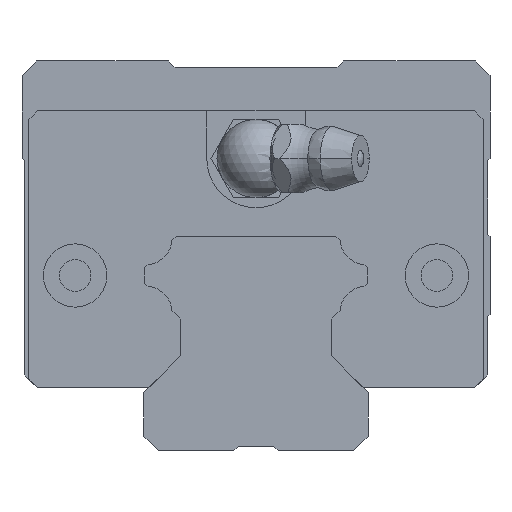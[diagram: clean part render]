
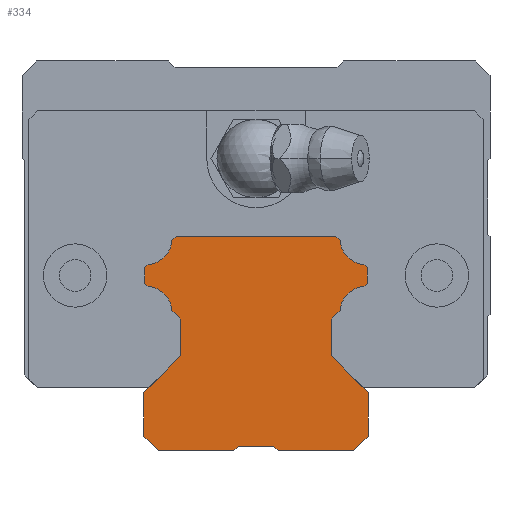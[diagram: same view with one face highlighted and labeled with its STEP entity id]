
A CAD part, front view. The second image highlights one B-rep face of the part: STEP entity #334.
In plain terms, the highlighted planar face has unit normal (0, -1, 0).
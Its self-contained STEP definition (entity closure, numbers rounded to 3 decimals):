
#334=ADVANCED_FACE('',(#722),#723,.T.);
#722=FACE_OUTER_BOUND('',#1231,.T.);
#723=PLANE('',#1232);
#1231=EDGE_LOOP('',(#2678,#2679,#2680,#2681,#2682,#2683,#2684,#2685,#2686,#2687,#2688,#2689,#2690,#2691,#2692,#2693,#2694,#2695,#2696,#2697,#2698,#2699,#2700,#2701,#2702,#2703,#2704,#2705));
#1232=AXIS2_PLACEMENT_3D('',#2706,#2707,#2708);
#2678=ORIENTED_EDGE('',*,*,#3550,.F.);
#2679=ORIENTED_EDGE('',*,*,#3551,.F.);
#2680=ORIENTED_EDGE('',*,*,#3552,.T.);
#2681=ORIENTED_EDGE('',*,*,#3536,.F.);
#2682=ORIENTED_EDGE('',*,*,#3553,.T.);
#2683=ORIENTED_EDGE('',*,*,#3554,.T.);
#2684=ORIENTED_EDGE('',*,*,#3555,.F.);
#2685=ORIENTED_EDGE('',*,*,#3556,.F.);
#2686=ORIENTED_EDGE('',*,*,#3557,.F.);
#2687=ORIENTED_EDGE('',*,*,#3558,.F.);
#2688=ORIENTED_EDGE('',*,*,#3559,.F.);
#2689=ORIENTED_EDGE('',*,*,#3560,.T.);
#2690=ORIENTED_EDGE('',*,*,#3561,.T.);
#2691=ORIENTED_EDGE('',*,*,#3562,.F.);
#2692=ORIENTED_EDGE('',*,*,#3523,.T.);
#2693=ORIENTED_EDGE('',*,*,#3563,.T.);
#2694=ORIENTED_EDGE('',*,*,#3525,.F.);
#2695=ORIENTED_EDGE('',*,*,#3544,.T.);
#2696=ORIENTED_EDGE('',*,*,#3564,.F.);
#2697=ORIENTED_EDGE('',*,*,#3565,.F.);
#2698=ORIENTED_EDGE('',*,*,#3566,.T.);
#2699=ORIENTED_EDGE('',*,*,#3567,.T.);
#2700=ORIENTED_EDGE('',*,*,#3568,.T.);
#2701=ORIENTED_EDGE('',*,*,#3569,.F.);
#2702=ORIENTED_EDGE('',*,*,#3570,.T.);
#2703=ORIENTED_EDGE('',*,*,#3571,.F.);
#2704=ORIENTED_EDGE('',*,*,#3572,.F.);
#2705=ORIENTED_EDGE('',*,*,#3573,.F.);
#2706=CARTESIAN_POINT('',(11.27,-220.0,-88.23));
#2707=DIRECTION('',(0.0,-1.0,0.0));
#2708=DIRECTION('',(0.0,0.0,-1.0));
#3523=EDGE_CURVE('',#4395,#4397,#4399,.T.);
#3525=EDGE_CURVE('',#4400,#4402,#4403,.T.);
#3536=EDGE_CURVE('',#4421,#4423,#4424,.T.);
#3544=EDGE_CURVE('',#4400,#4434,#4436,.T.);
#3550=EDGE_CURVE('',#4444,#4445,#4446,.T.);
#3551=EDGE_CURVE('',#4447,#4444,#4448,.T.);
#3552=EDGE_CURVE('',#4447,#4423,#4449,.T.);
#3553=EDGE_CURVE('',#4421,#4450,#4451,.T.);
#3554=EDGE_CURVE('',#4450,#4452,#4453,.T.);
#3555=EDGE_CURVE('',#4454,#4452,#4455,.T.);
#3556=EDGE_CURVE('',#4456,#4454,#4457,.T.);
#3557=EDGE_CURVE('',#4458,#4456,#4459,.T.);
#3558=EDGE_CURVE('',#4460,#4458,#4461,.T.);
#3559=EDGE_CURVE('',#4462,#4460,#4463,.T.);
#3560=EDGE_CURVE('',#4462,#4464,#4465,.T.);
#3561=EDGE_CURVE('',#4464,#4466,#4467,.T.);
#3562=EDGE_CURVE('',#4395,#4466,#4468,.T.);
#3563=EDGE_CURVE('',#4397,#4402,#4469,.T.);
#3564=EDGE_CURVE('',#4470,#4434,#4471,.T.);
#3565=EDGE_CURVE('',#4472,#4470,#4473,.T.);
#3566=EDGE_CURVE('',#4472,#4474,#4475,.T.);
#3567=EDGE_CURVE('',#4474,#4476,#4477,.T.);
#3568=EDGE_CURVE('',#4476,#4478,#4479,.T.);
#3569=EDGE_CURVE('',#4480,#4478,#4481,.T.);
#3570=EDGE_CURVE('',#4480,#4482,#4483,.T.);
#3571=EDGE_CURVE('',#4484,#4482,#4485,.T.);
#3572=EDGE_CURVE('',#4486,#4484,#4487,.T.);
#3573=EDGE_CURVE('',#4445,#4486,#4488,.T.);
#4395=VERTEX_POINT('',#5769);
#4397=VERTEX_POINT('',#5772);
#4399=LINE('',#5775,#5776);
#4400=VERTEX_POINT('',#5777);
#4402=VERTEX_POINT('',#5780);
#4403=LINE('',#5781,#5782);
#4421=VERTEX_POINT('',#5806);
#4423=VERTEX_POINT('',#5809);
#4424=CIRCLE('',#5810,2.65);
#4434=VERTEX_POINT('',#5823);
#4436=LINE('',#5826,#5827);
#4444=VERTEX_POINT('',#5837);
#4445=VERTEX_POINT('',#5838);
#4446=LINE('',#5839,#5840);
#4447=VERTEX_POINT('',#5841);
#4448=LINE('',#5842,#5843);
#4449=LINE('',#5844,#5845);
#4450=VERTEX_POINT('',#5846);
#4451=LINE('',#5847,#5848);
#4452=VERTEX_POINT('',#5849);
#4453=LINE('',#5850,#5851);
#4454=VERTEX_POINT('',#5852);
#4455=LINE('',#5853,#5854);
#4456=VERTEX_POINT('',#5855);
#4457=CIRCLE('',#5856,2.65);
#4458=VERTEX_POINT('',#5857);
#4459=LINE('',#5858,#5859);
#4460=VERTEX_POINT('',#5860);
#4461=LINE('',#5861,#5862);
#4462=VERTEX_POINT('',#5863);
#4463=LINE('',#5864,#5865);
#4464=VERTEX_POINT('',#5866);
#4465=LINE('',#5867,#5868);
#4466=VERTEX_POINT('',#5869);
#4467=LINE('',#5870,#5871);
#4468=LINE('',#5872,#5873);
#4469=LINE('',#5874,#5875);
#4470=VERTEX_POINT('',#5876);
#4471=LINE('',#5877,#5878);
#4472=VERTEX_POINT('',#5879);
#4473=LINE('',#5880,#5881);
#4474=VERTEX_POINT('',#5882);
#4475=LINE('',#5883,#5884);
#4476=VERTEX_POINT('',#5885);
#4477=LINE('',#5886,#5887);
#4478=VERTEX_POINT('',#5888);
#4479=LINE('',#5889,#5890);
#4480=VERTEX_POINT('',#5891);
#4481=CIRCLE('',#5892,2.65);
#4482=VERTEX_POINT('',#5893);
#4483=LINE('',#5894,#5895);
#4484=VERTEX_POINT('',#5896);
#4485=LINE('',#5897,#5898);
#4486=VERTEX_POINT('',#5899);
#4487=LINE('',#5900,#5901);
#4488=CIRCLE('',#5902,2.65);
#5769=CARTESIAN_POINT('',(-2.3,-220.0,-110.0));
#5772=CARTESIAN_POINT('',(-1.8,-220.0,-109.5));
#5775=CARTESIAN_POINT('',(-2.3,-220.0,-110.0));
#5776=VECTOR('',#6779,1000.0);
#5777=CARTESIAN_POINT('',(2.3,-220.0,-110.0));
#5780=CARTESIAN_POINT('',(1.8,-220.0,-109.5));
#5781=CARTESIAN_POINT('',(2.3,-220.0,-110.0));
#5782=VECTOR('',#6781,1000.0);
#5806=CARTESIAN_POINT('',(-11.074,-220.0,-90.873));
#5809=CARTESIAN_POINT('',(-8.627,-220.0,-88.426));
#5810=AXIS2_PLACEMENT_3D('',#6798,#6799,#6800);
#5823=CARTESIAN_POINT('',(10.0,-220.0,-110.0));
#5826=CARTESIAN_POINT('',(2.3,-220.0,-110.0));
#5827=VECTOR('',#6814,1000.0);
#5837=CARTESIAN_POINT('',(8.201,-220.0,-88.0));
#5838=CARTESIAN_POINT('',(8.627,-220.0,-88.426));
#5839=CARTESIAN_POINT('',(8.271,-220.0,-88.07));
#5840=VECTOR('',#6826,1000.0);
#5841=CARTESIAN_POINT('',(-8.201,-220.0,-88.0));
#5842=CARTESIAN_POINT('',(-8.271,-220.0,-88.0));
#5843=VECTOR('',#6827,1000.0);
#5844=CARTESIAN_POINT('',(-8.271,-220.0,-88.07));
#5845=VECTOR('',#6828,1000.0);
#5846=CARTESIAN_POINT('',(-11.43,-220.0,-91.229));
#5847=CARTESIAN_POINT('',(-11.074,-220.0,-90.873));
#5848=VECTOR('',#6829,1000.0);
#5849=CARTESIAN_POINT('',(-11.43,-220.0,-92.771));
#5850=CARTESIAN_POINT('',(-11.43,-220.0,-91.229));
#5851=VECTOR('',#6830,1000.0);
#5852=CARTESIAN_POINT('',(-11.074,-220.0,-93.127));
#5853=CARTESIAN_POINT('',(-11.074,-220.0,-93.127));
#5854=VECTOR('',#6831,1000.0);
#5855=CARTESIAN_POINT('',(-8.627,-220.0,-95.574));
#5856=AXIS2_PLACEMENT_3D('',#6832,#6833,#6834);
#5857=CARTESIAN_POINT('',(-7.73,-220.0,-96.471));
#5858=CARTESIAN_POINT('',(-7.73,-220.0,-96.471));
#5859=VECTOR('',#6835,1000.0);
#5860=CARTESIAN_POINT('',(-7.73,-220.0,-100.229));
#5861=CARTESIAN_POINT('',(-7.73,-220.0,-100.229));
#5862=VECTOR('',#6836,1000.0);
#5863=CARTESIAN_POINT('',(-11.5,-220.0,-103.999));
#5864=CARTESIAN_POINT('',(-11.5,-220.0,-103.999));
#5865=VECTOR('',#6837,1000.0);
#5866=CARTESIAN_POINT('',(-11.5,-220.0,-108.5));
#5867=CARTESIAN_POINT('',(-11.5,-220.0,-103.999));
#5868=VECTOR('',#6838,1000.0);
#5869=CARTESIAN_POINT('',(-10.0,-220.0,-110.0));
#5870=CARTESIAN_POINT('',(-11.5,-220.0,-108.5));
#5871=VECTOR('',#6839,1000.0);
#5872=CARTESIAN_POINT('',(-2.3,-220.0,-110.0));
#5873=VECTOR('',#6840,1000.0);
#5874=CARTESIAN_POINT('',(-1.8,-220.0,-109.5));
#5875=VECTOR('',#6841,1000.0);
#5876=CARTESIAN_POINT('',(11.5,-220.0,-108.5));
#5877=CARTESIAN_POINT('',(11.5,-220.0,-108.5));
#5878=VECTOR('',#6842,1000.0);
#5879=CARTESIAN_POINT('',(11.5,-220.0,-103.999));
#5880=CARTESIAN_POINT('',(11.5,-220.0,-103.999));
#5881=VECTOR('',#6843,1000.0);
#5882=CARTESIAN_POINT('',(7.73,-220.0,-100.229));
#5883=CARTESIAN_POINT('',(11.5,-220.0,-103.999));
#5884=VECTOR('',#6844,1000.0);
#5885=CARTESIAN_POINT('',(7.73,-220.0,-96.471));
#5886=CARTESIAN_POINT('',(7.73,-220.0,-100.229));
#5887=VECTOR('',#6845,1000.0);
#5888=CARTESIAN_POINT('',(8.627,-220.0,-95.574));
#5889=CARTESIAN_POINT('',(7.73,-220.0,-96.471));
#5890=VECTOR('',#6846,1000.0);
#5891=CARTESIAN_POINT('',(11.074,-220.0,-93.127));
#5892=AXIS2_PLACEMENT_3D('',#6847,#6848,#6849);
#5893=CARTESIAN_POINT('',(11.43,-220.0,-92.771));
#5894=CARTESIAN_POINT('',(11.074,-220.0,-93.127));
#5895=VECTOR('',#6850,1000.0);
#5896=CARTESIAN_POINT('',(11.43,-220.0,-91.229));
#5897=CARTESIAN_POINT('',(11.43,-220.0,-91.229));
#5898=VECTOR('',#6851,1000.0);
#5899=CARTESIAN_POINT('',(11.074,-220.0,-90.873));
#5900=CARTESIAN_POINT('',(11.074,-220.0,-90.873));
#5901=VECTOR('',#6852,1000.0);
#5902=AXIS2_PLACEMENT_3D('',#6853,#6854,#6855);
#6779=DIRECTION('',(0.707,0.0,0.707));
#6781=DIRECTION('',(-0.707,0.0,0.707));
#6798=CARTESIAN_POINT('',(-11.27,-220.0,-88.23));
#6799=DIRECTION('',(0.0,-1.0,0.0));
#6800=DIRECTION('',(1.0,0.0,0.0));
#6814=DIRECTION('',(1.0,0.0,0.0));
#6826=DIRECTION('',(0.707,0.0,-0.707));
#6827=DIRECTION('',(1.0,0.0,0.0));
#6828=DIRECTION('',(-0.707,0.0,-0.707));
#6829=DIRECTION('',(-0.707,0.0,-0.707));
#6830=DIRECTION('',(0.0,0.0,-1.0));
#6831=DIRECTION('',(-0.707,0.0,0.707));
#6832=CARTESIAN_POINT('',(-11.27,-220.0,-95.77));
#6833=DIRECTION('',(0.0,-1.0,0.0));
#6834=DIRECTION('',(1.0,0.0,0.0));
#6835=DIRECTION('',(-0.707,0.0,0.707));
#6836=DIRECTION('',(0.0,0.0,1.0));
#6837=DIRECTION('',(0.707,0.0,0.707));
#6838=DIRECTION('',(0.0,0.0,-1.0));
#6839=DIRECTION('',(0.707,0.0,-0.707));
#6840=DIRECTION('',(-1.0,0.0,0.0));
#6841=DIRECTION('',(1.0,0.0,0.0));
#6842=DIRECTION('',(-0.707,0.0,-0.707));
#6843=DIRECTION('',(0.0,0.0,-1.0));
#6844=DIRECTION('',(-0.707,0.0,0.707));
#6845=DIRECTION('',(0.0,0.0,1.0));
#6846=DIRECTION('',(0.707,0.0,0.707));
#6847=CARTESIAN_POINT('',(11.27,-220.0,-95.77));
#6848=DIRECTION('',(0.0,-1.0,0.0));
#6849=DIRECTION('',(1.0,0.0,0.0));
#6850=DIRECTION('',(0.707,0.0,0.707));
#6851=DIRECTION('',(0.0,0.0,-1.0));
#6852=DIRECTION('',(0.707,0.0,-0.707));
#6853=CARTESIAN_POINT('',(11.27,-220.0,-88.23));
#6854=DIRECTION('',(0.0,-1.0,0.0));
#6855=DIRECTION('',(1.0,0.0,0.0));
